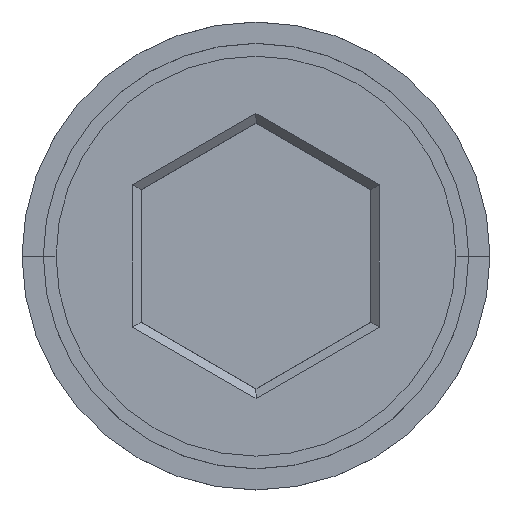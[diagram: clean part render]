
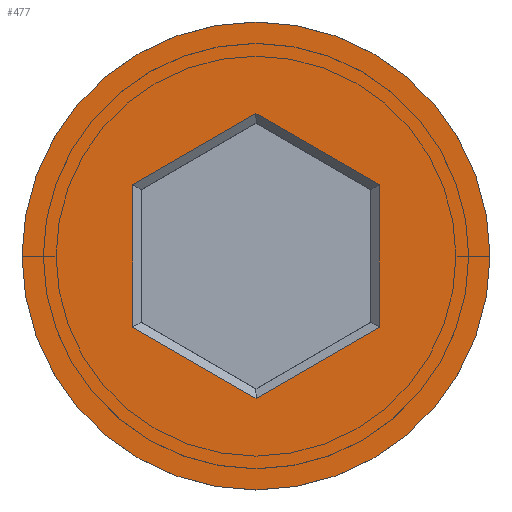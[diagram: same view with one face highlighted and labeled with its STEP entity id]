
A CAD part, top view. The second image highlights one B-rep face of the part: STEP entity #477.
In plain terms, the highlighted planar face has unit normal (0, 0, 1).
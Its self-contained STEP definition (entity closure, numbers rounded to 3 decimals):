
#23 = AXIS2_PLACEMENT_3D ( 'NONE', #1144, #133, #487 ) ;
#57 = CARTESIAN_POINT ( 'NONE',  ( -0.1, 3.291, 0. ) ) ;
#69 = CARTESIAN_POINT ( 'NONE',  ( 5.5, 0., 0. ) ) ;
#90 = EDGE_CURVE ( 'NONE', #109, #606, #993, .T. ) ;
#91 = VERTEX_POINT ( 'NONE', #584 ) ;
#102 = EDGE_LOOP ( 'NONE', ( #742, #877, #673, #496, #1005, #1337 ) ) ;
#109 = VERTEX_POINT ( 'NONE', #69 ) ;
#115 = VERTEX_POINT ( 'NONE', #604 ) ;
#122 = EDGE_CURVE ( 'NONE', #399, #1385, #302, .T. ) ;
#133 = DIRECTION ( 'NONE',  ( 0., 0., 1. ) ) ;
#151 = DIRECTION ( 'NONE',  ( 0., -1., 0. ) ) ;
#154 = DIRECTION ( 'NONE',  ( 0., 0., 1. ) ) ;
#167 = EDGE_CURVE ( 'NONE', #859, #115, #387, .T. ) ;
#256 = FACE_OUTER_BOUND ( 'NONE', #444, .T. ) ;
#279 = DIRECTION ( 'NONE',  ( 0.866, 0.5, 0. ) ) ;
#285 = DIRECTION ( 'NONE',  ( 0.866, -0.5, 0. ) ) ;
#287 = VECTOR ( 'NONE', #151, 1000. ) ;
#302 = LINE ( 'NONE', #745, #892 ) ;
#330 = CARTESIAN_POINT ( 'NONE',  ( -2.9, 1.559, 0. ) ) ;
#386 = VECTOR ( 'NONE', #1205, 1000. ) ;
#387 = LINE ( 'NONE', #836, #939 ) ;
#399 = VERTEX_POINT ( 'NONE', #1230 ) ;
#430 = LINE ( 'NONE', #866, #386 ) ;
#444 = EDGE_LOOP ( 'NONE', ( #803, #999 ) ) ;
#468 = CARTESIAN_POINT ( 'NONE',  ( 0., 0., 0. ) ) ;
#477 = ADVANCED_FACE ( 'NONE', ( #1262, #256 ), #1358, .T. ) ;
#487 = DIRECTION ( 'NONE',  ( 1., 0., 0. ) ) ;
#496 = ORIENTED_EDGE ( 'NONE', *, *, #167, .T. ) ;
#533 = CARTESIAN_POINT ( 'NONE',  ( -2.9, 1.674, 0. ) ) ;
#579 = LINE ( 'NONE', #1152, #287 ) ;
#584 = CARTESIAN_POINT ( 'NONE',  ( -2.9, -1.674, 0. ) ) ;
#604 = CARTESIAN_POINT ( 'NONE',  ( 2.9, 1.674, 0. ) ) ;
#606 = VERTEX_POINT ( 'NONE', #1305 ) ;
#673 = ORIENTED_EDGE ( 'NONE', *, *, #997, .T. ) ;
#715 = LINE ( 'NONE', #57, #887 ) ;
#721 = DIRECTION ( 'NONE',  ( -0.866, -0.5, 0. ) ) ;
#742 = ORIENTED_EDGE ( 'NONE', *, *, #1194, .T. ) ;
#745 = CARTESIAN_POINT ( 'NONE',  ( 0.1, -3.291, 0. ) ) ;
#803 = ORIENTED_EDGE ( 'NONE', *, *, #90, .T. ) ;
#834 = CARTESIAN_POINT ( 'NONE',  ( 0., 0., 0. ) ) ;
#836 = CARTESIAN_POINT ( 'NONE',  ( 2.8, 1.732, 0. ) ) ;
#843 = VECTOR ( 'NONE', #1225, 1000. ) ;
#859 = VERTEX_POINT ( 'NONE', #925 ) ;
#866 = CARTESIAN_POINT ( 'NONE',  ( -2.8, -1.732, 0. ) ) ;
#877 = ORIENTED_EDGE ( 'NONE', *, *, #1165, .T. ) ;
#887 = VECTOR ( 'NONE', #279, 1000. ) ;
#892 = VECTOR ( 'NONE', #721, 1000. ) ;
#909 = AXIS2_PLACEMENT_3D ( 'NONE', #468, #154, #1379 ) ;
#916 = EDGE_CURVE ( 'NONE', #115, #399, #579, .T. ) ;
#925 = CARTESIAN_POINT ( 'NONE',  ( 0., 3.349, 0. ) ) ;
#939 = VECTOR ( 'NONE', #285, 1000. ) ;
#993 = CIRCLE ( 'NONE', #23, 5.5 ) ;
#997 = EDGE_CURVE ( 'NONE', #1082, #859, #715, .T. ) ;
#999 = ORIENTED_EDGE ( 'NONE', *, *, #1400, .T. ) ;
#1005 = ORIENTED_EDGE ( 'NONE', *, *, #916, .T. ) ;
#1082 = VERTEX_POINT ( 'NONE', #533 ) ;
#1101 = LINE ( 'NONE', #330, #843 ) ;
#1144 = CARTESIAN_POINT ( 'NONE',  ( 0., 0., 0. ) ) ;
#1152 = CARTESIAN_POINT ( 'NONE',  ( 2.9, -1.559, 0. ) ) ;
#1157 = CIRCLE ( 'NONE', #1226, 5.5 ) ;
#1164 = DIRECTION ( 'NONE',  ( 0., 0., 1. ) ) ;
#1165 = EDGE_CURVE ( 'NONE', #91, #1082, #1101, .T. ) ;
#1194 = EDGE_CURVE ( 'NONE', #1385, #91, #430, .T. ) ;
#1205 = DIRECTION ( 'NONE',  ( -0.866, 0.5, 0. ) ) ;
#1225 = DIRECTION ( 'NONE',  ( 0., 1., 0. ) ) ;
#1226 = AXIS2_PLACEMENT_3D ( 'NONE', #834, #1164, #1291 ) ;
#1230 = CARTESIAN_POINT ( 'NONE',  ( 2.9, -1.674, 0. ) ) ;
#1262 = FACE_BOUND ( 'NONE', #102, .T. ) ;
#1274 = CARTESIAN_POINT ( 'NONE',  ( 0., -3.349, 0. ) ) ;
#1291 = DIRECTION ( 'NONE',  ( 1., 0., 0. ) ) ;
#1305 = CARTESIAN_POINT ( 'NONE',  ( -5.5, 0., 0. ) ) ;
#1337 = ORIENTED_EDGE ( 'NONE', *, *, #122, .T. ) ;
#1358 = PLANE ( 'NONE',  #909 ) ;
#1379 = DIRECTION ( 'NONE',  ( 1., 0., 0. ) ) ;
#1385 = VERTEX_POINT ( 'NONE', #1274 ) ;
#1400 = EDGE_CURVE ( 'NONE', #606, #109, #1157, .T. ) ;
